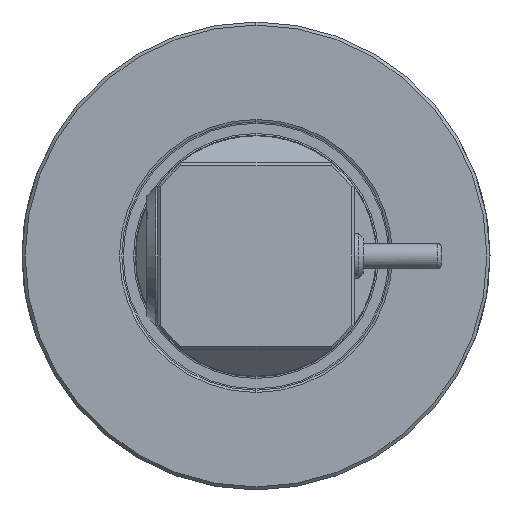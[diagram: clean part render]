
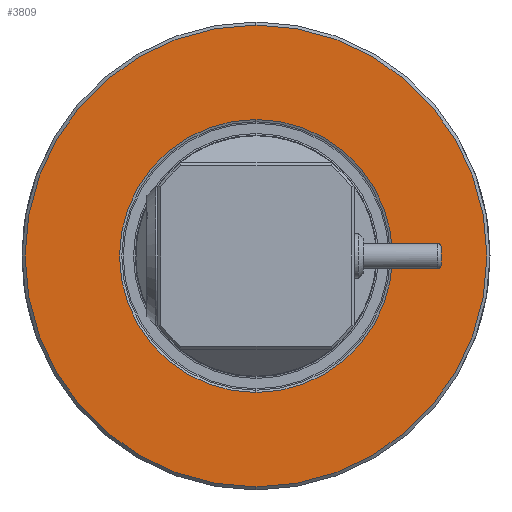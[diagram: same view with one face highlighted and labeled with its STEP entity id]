
A CAD part, left-side view. The second image highlights one B-rep face of the part: STEP entity #3809.
In plain terms, the highlighted planar face has unit normal (-1, 0, 0).
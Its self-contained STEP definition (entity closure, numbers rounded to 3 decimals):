
#235 = VERTEX_POINT ( 'NONE', #8623 ) ;
#576 = CARTESIAN_POINT ( 'NONE',  ( 45., 0., 8.75 ) ) ;
#684 = DIRECTION ( 'NONE',  ( -1., 0., 0. ) ) ;
#1113 = CARTESIAN_POINT ( 'NONE',  ( 45., 0., -8.75 ) ) ;
#1820 = FACE_BOUND ( 'NONE', #8632, .T. ) ;
#2528 = ORIENTED_EDGE ( 'NONE', *, *, #2650, .T. ) ;
#2650 = EDGE_CURVE ( 'NONE', #9783, #235, #15047, .T. ) ;
#3809 = ADVANCED_FACE ( 'NONE', ( #13789, #1820 ), #6980, .T. ) ;
#3848 = ORIENTED_EDGE ( 'NONE', *, *, #11874, .F. ) ;
#3857 = CIRCLE ( 'NONE', #16242, 8.75 ) ;
#4058 = CARTESIAN_POINT ( 'NONE',  ( 45., 0., 0. ) ) ;
#4251 = AXIS2_PLACEMENT_3D ( 'NONE', #12808, #7563, #6195 ) ;
#4559 = CARTESIAN_POINT ( 'NONE',  ( 45., 0., 0. ) ) ;
#4739 = DIRECTION ( 'NONE',  ( -1., 0., 0. ) ) ;
#4799 = CIRCLE ( 'NONE', #4251, 14.8 ) ;
#6156 = AXIS2_PLACEMENT_3D ( 'NONE', #4058, #9282, #14557 ) ;
#6195 = DIRECTION ( 'NONE',  ( 0., 0., 1. ) ) ;
#6769 = AXIS2_PLACEMENT_3D ( 'NONE', #4559, #684, #12800 ) ;
#6980 = PLANE ( 'NONE',  #16294 ) ;
#7531 = DIRECTION ( 'NONE',  ( -1., 0., 0. ) ) ;
#7563 = DIRECTION ( 'NONE',  ( -1., 0., 0. ) ) ;
#7693 = CARTESIAN_POINT ( 'NONE',  ( 45., 0., 0. ) ) ;
#8106 = VERTEX_POINT ( 'NONE', #1113 ) ;
#8151 = EDGE_LOOP ( 'NONE', ( #2528, #12303 ) ) ;
#8623 = CARTESIAN_POINT ( 'NONE',  ( 45., 0., 14.8 ) ) ;
#8632 = EDGE_LOOP ( 'NONE', ( #10208, #3848 ) ) ;
#9282 = DIRECTION ( 'NONE',  ( -1., 0., 0. ) ) ;
#9783 = VERTEX_POINT ( 'NONE', #11923 ) ;
#10208 = ORIENTED_EDGE ( 'NONE', *, *, #14966, .F. ) ;
#10660 = EDGE_CURVE ( 'NONE', #235, #9783, #4799, .T. ) ;
#11874 = EDGE_CURVE ( 'NONE', #8106, #16336, #14406, .T. ) ;
#11923 = CARTESIAN_POINT ( 'NONE',  ( 45., 0., -14.8 ) ) ;
#12303 = ORIENTED_EDGE ( 'NONE', *, *, #10660, .T. ) ;
#12800 = DIRECTION ( 'NONE',  ( 0., 0., 1. ) ) ;
#12808 = CARTESIAN_POINT ( 'NONE',  ( 45., 0., 0. ) ) ;
#13789 = FACE_OUTER_BOUND ( 'NONE', #8151, .T. ) ;
#14406 = CIRCLE ( 'NONE', #6156, 8.75 ) ;
#14557 = DIRECTION ( 'NONE',  ( 0., 0., 1. ) ) ;
#14966 = EDGE_CURVE ( 'NONE', #16336, #8106, #3857, .T. ) ;
#15047 = CIRCLE ( 'NONE', #6769, 14.8 ) ;
#16242 = AXIS2_PLACEMENT_3D ( 'NONE', #7693, #7531, #16773 ) ;
#16294 = AXIS2_PLACEMENT_3D ( 'NONE', #16393, #4739, #16564 ) ;
#16336 = VERTEX_POINT ( 'NONE', #576 ) ;
#16393 = CARTESIAN_POINT ( 'NONE',  ( 45., -8.75, 0. ) ) ;
#16564 = DIRECTION ( 'NONE',  ( 0., 0., 1. ) ) ;
#16773 = DIRECTION ( 'NONE',  ( 0., 0., 1. ) ) ;
